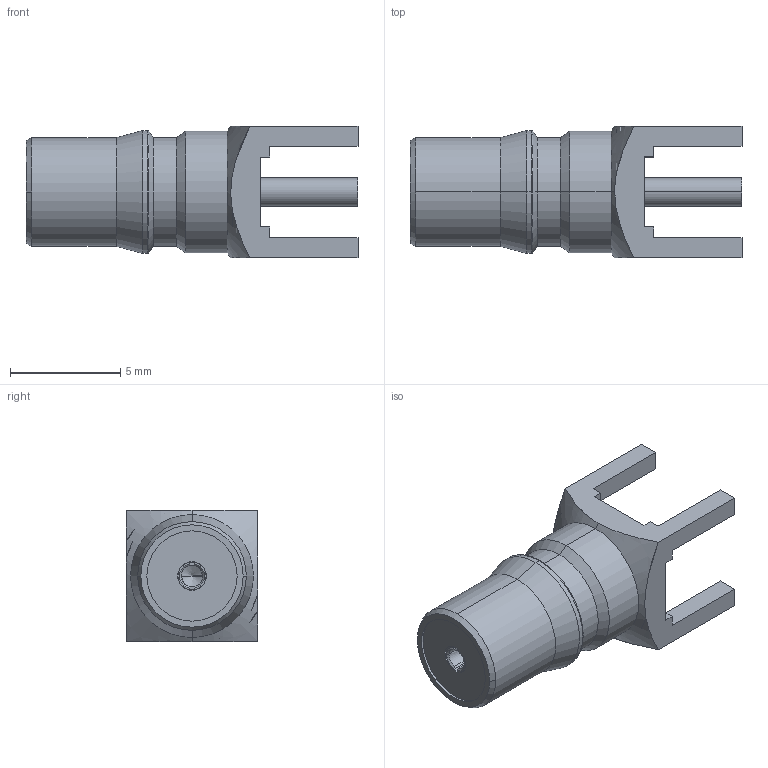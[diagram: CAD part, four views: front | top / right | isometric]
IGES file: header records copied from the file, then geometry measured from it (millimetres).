
Start section:  PTC IGES file: 930-116j-51p.igs
Global section: file name: 930-116j-51p.igs; native system: Pro/ENGINEER by Parametric Technology Corporation; preprocessor: 2008010; author: Administrator; organization: Unknown; date: 20090928.112158; units: inch
Bounding box: 15.05 x 5.97 x 5.97 mm (x, y, z)
Surface area: 366 mm2 (no closed solid volume)
Topology: 0 solids, 0 shells, 69 faces, 352 edges, 350 vertices
Faces by surface type: bspline 35, revolution 34
